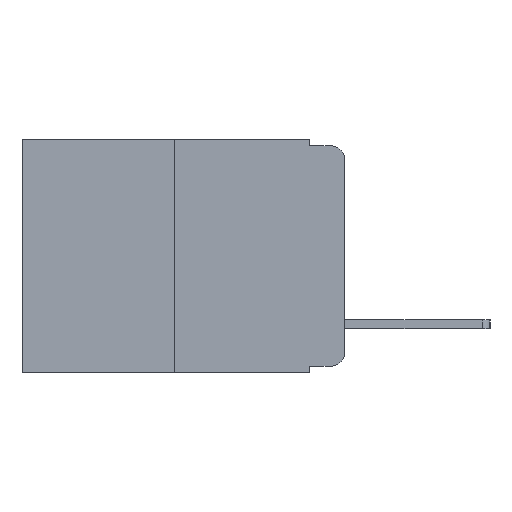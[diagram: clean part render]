
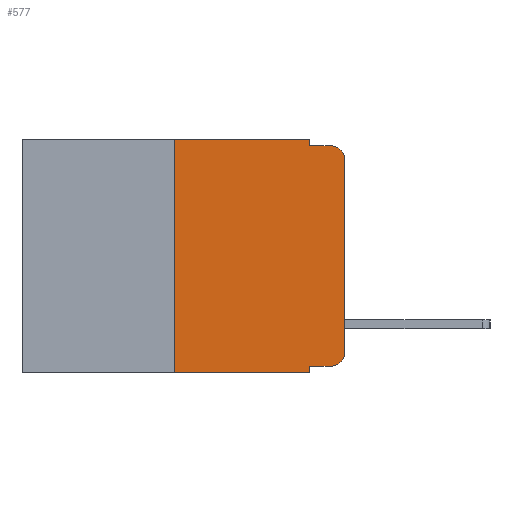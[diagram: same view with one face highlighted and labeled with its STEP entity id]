
A CAD part, left-side view. The second image highlights one B-rep face of the part: STEP entity #577.
In plain terms, the highlighted planar face has unit normal (-1, 0, 0).
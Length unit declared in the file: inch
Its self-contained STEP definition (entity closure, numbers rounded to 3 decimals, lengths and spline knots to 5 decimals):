
#25 = ORIENTED_EDGE ( 'NONE', *, *, #1566, .T. ) ;
#120 = DIRECTION ( 'NONE',  ( 0., 0., 1. ) ) ;
#204 = ORIENTED_EDGE ( 'NONE', *, *, #2421, .T. ) ;
#390 = LINE ( 'NONE', #4284, #9431 ) ;
#577 = ADVANCED_FACE ( 'NONE', ( #5964 ), #11136, .F. ) ;
#703 = ORIENTED_EDGE ( 'NONE', *, *, #10869, .T. ) ;
#795 = CARTESIAN_POINT ( 'NONE',  ( 0., 0.02, -0.01 ) ) ;
#951 = CARTESIAN_POINT ( 'NONE',  ( 0., 0.473, 0. ) ) ;
#959 = VECTOR ( 'NONE', #3334, 39.37008 ) ;
#1128 = VECTOR ( 'NONE', #6127, 39.37008 ) ;
#1206 = LINE ( 'NONE', #6824, #9919 ) ;
#1428 = VERTEX_POINT ( 'NONE', #7968 ) ;
#1566 = EDGE_CURVE ( 'NONE', #3840, #2615, #5683, .T. ) ;
#1647 = VERTEX_POINT ( 'NONE', #9127 ) ;
#1871 = AXIS2_PLACEMENT_3D ( 'NONE', #5558, #5482, #11040 ) ;
#1933 = EDGE_CURVE ( 'NONE', #9032, #8246, #4116, .T. ) ;
#2351 = CARTESIAN_POINT ( 'NONE',  ( 0., 0.051, -0.343 ) ) ;
#2421 = EDGE_CURVE ( 'NONE', #1647, #1428, #8203, .T. ) ;
#2466 = VERTEX_POINT ( 'NONE', #6871 ) ;
#2615 = VERTEX_POINT ( 'NONE', #2351 ) ;
#3203 = CARTESIAN_POINT ( 'NONE',  ( 0., 0.473, -0.343 ) ) ;
#3218 = DIRECTION ( 'NONE',  ( 0., 0., -1. ) ) ;
#3279 = VECTOR ( 'NONE', #120, 39.37008 ) ;
#3334 = DIRECTION ( 'NONE',  ( 0., -1., 0. ) ) ;
#3412 = EDGE_CURVE ( 'NONE', #5509, #8246, #5617, .T. ) ;
#3473 = LINE ( 'NONE', #7483, #1128 ) ;
#3523 = DIRECTION ( 'NONE',  ( 0., -1., 0. ) ) ;
#3644 = DIRECTION ( 'NONE',  ( 0., -1., 0. ) ) ;
#3655 = DIRECTION ( 'NONE',  ( 1., 0., 0. ) ) ;
#3717 = CARTESIAN_POINT ( 'NONE',  ( 0., 0.051, -0.01 ) ) ;
#3840 = VERTEX_POINT ( 'NONE', #9345 ) ;
#4032 = ORIENTED_EDGE ( 'NONE', *, *, #1933, .F. ) ;
#4116 = LINE ( 'NONE', #3717, #7011 ) ;
#4122 = VERTEX_POINT ( 'NONE', #6639 ) ;
#4284 = CARTESIAN_POINT ( 'NONE',  ( 0., 0.25, 0. ) ) ;
#4308 = DIRECTION ( 'NONE',  ( 0., 0., -1. ) ) ;
#4358 = ORIENTED_EDGE ( 'NONE', *, *, #5773, .T. ) ;
#4535 = CARTESIAN_POINT ( 'NONE',  ( 0., 0., 0. ) ) ;
#4663 = ORIENTED_EDGE ( 'NONE', *, *, #10644, .F. ) ;
#4692 = DIRECTION ( 'NONE',  ( -1., 0., 0. ) ) ;
#4722 = LINE ( 'NONE', #10325, #9328 ) ;
#5096 = CARTESIAN_POINT ( 'NONE',  ( 0., 0., -0.03 ) ) ;
#5434 = ORIENTED_EDGE ( 'NONE', *, *, #9459, .F. ) ;
#5482 = DIRECTION ( 'NONE',  ( -1., 0., 0. ) ) ;
#5509 = VERTEX_POINT ( 'NONE', #5096 ) ;
#5558 = CARTESIAN_POINT ( 'NONE',  ( 0., 0.02, -0.03 ) ) ;
#5617 = CIRCLE ( 'NONE', #1871, 0.02 ) ;
#5671 = EDGE_CURVE ( 'NONE', #9468, #2466, #3473, .T. ) ;
#5683 = LINE ( 'NONE', #3203, #959 ) ;
#5706 = CARTESIAN_POINT ( 'NONE',  ( 0., 0.02, -0.313 ) ) ;
#5773 = EDGE_CURVE ( 'NONE', #4122, #1647, #4722, .T. ) ;
#5845 = ORIENTED_EDGE ( 'NONE', *, *, #3412, .T. ) ;
#5963 = DIRECTION ( 'NONE',  ( 0., 0., -1. ) ) ;
#5964 = FACE_OUTER_BOUND ( 'NONE', #5974, .T. ) ;
#5974 = EDGE_LOOP ( 'NONE', ( #703, #5845, #4032, #6006, #8675, #5434, #25, #4663, #4358, #204 ) ) ;
#6006 = ORIENTED_EDGE ( 'NONE', *, *, #6936, .F. ) ;
#6127 = DIRECTION ( 'NONE',  ( 0., -1., 0. ) ) ;
#6609 = DIRECTION ( 'NONE',  ( 0., 0., -1. ) ) ;
#6639 = CARTESIAN_POINT ( 'NONE',  ( 0., 0.051, -0.333 ) ) ;
#6824 = CARTESIAN_POINT ( 'NONE',  ( 0., 0.051, 0. ) ) ;
#6871 = CARTESIAN_POINT ( 'NONE',  ( 0., 0.051, 0. ) ) ;
#6936 = EDGE_CURVE ( 'NONE', #2466, #9032, #10553, .T. ) ;
#7011 = VECTOR ( 'NONE', #3523, 39.37008 ) ;
#7483 = CARTESIAN_POINT ( 'NONE',  ( 0., 0.473, 0. ) ) ;
#7787 = DIRECTION ( 'NONE',  ( 0., 0., 1. ) ) ;
#7922 = CARTESIAN_POINT ( 'NONE',  ( 0., 0.051, -0.01 ) ) ;
#7968 = CARTESIAN_POINT ( 'NONE',  ( 0., 0., -0.313 ) ) ;
#8203 = CIRCLE ( 'NONE', #10299, 0.02 ) ;
#8246 = VERTEX_POINT ( 'NONE', #795 ) ;
#8663 = CARTESIAN_POINT ( 'NONE',  ( 0., 0.25, 0. ) ) ;
#8675 = ORIENTED_EDGE ( 'NONE', *, *, #5671, .F. ) ;
#9032 = VERTEX_POINT ( 'NONE', #7922 ) ;
#9127 = CARTESIAN_POINT ( 'NONE',  ( 0., 0.02, -0.333 ) ) ;
#9314 = CARTESIAN_POINT ( 'NONE',  ( 0., 0.051, 0. ) ) ;
#9328 = VECTOR ( 'NONE', #3644, 39.37008 ) ;
#9345 = CARTESIAN_POINT ( 'NONE',  ( 0., 0.25, -0.343 ) ) ;
#9431 = VECTOR ( 'NONE', #7787, 39.37008 ) ;
#9459 = EDGE_CURVE ( 'NONE', #3840, #9468, #390, .T. ) ;
#9468 = VERTEX_POINT ( 'NONE', #8663 ) ;
#9863 = AXIS2_PLACEMENT_3D ( 'NONE', #951, #3655, #4308 ) ;
#9919 = VECTOR ( 'NONE', #5963, 39.37008 ) ;
#10187 = LINE ( 'NONE', #4535, #3279 ) ;
#10286 = VECTOR ( 'NONE', #3218, 39.37008 ) ;
#10299 = AXIS2_PLACEMENT_3D ( 'NONE', #5706, #4692, #6609 ) ;
#10325 = CARTESIAN_POINT ( 'NONE',  ( 0., 0.051, -0.333 ) ) ;
#10553 = LINE ( 'NONE', #9314, #10286 ) ;
#10644 = EDGE_CURVE ( 'NONE', #4122, #2615, #1206, .T. ) ;
#10869 = EDGE_CURVE ( 'NONE', #1428, #5509, #10187, .T. ) ;
#11040 = DIRECTION ( 'NONE',  ( 0., 0., -1. ) ) ;
#11136 = PLANE ( 'NONE',  #9863 ) ;
